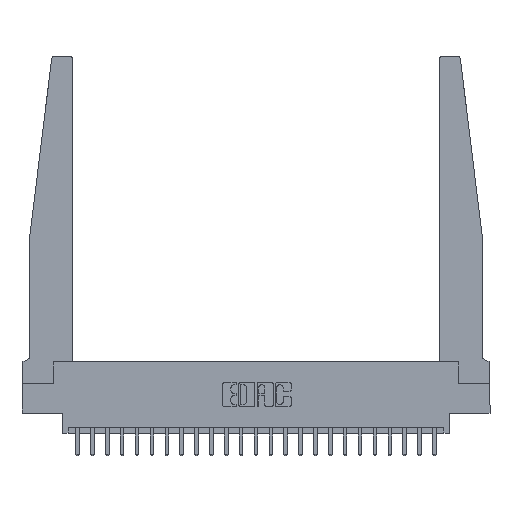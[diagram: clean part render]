
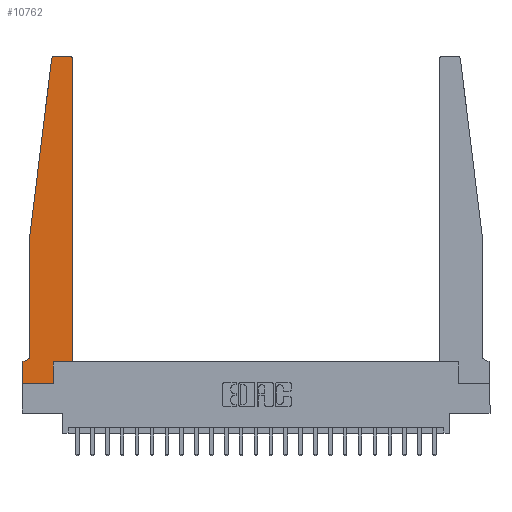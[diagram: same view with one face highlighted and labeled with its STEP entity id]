
A CAD part, top view. The second image highlights one B-rep face of the part: STEP entity #10762.
In plain terms, the highlighted planar face has unit normal (0, 0, 1).
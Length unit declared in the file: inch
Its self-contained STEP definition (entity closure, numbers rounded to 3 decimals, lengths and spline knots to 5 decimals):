
#52 = ORIENTED_EDGE ( 'NONE', *, *, #7697, .T. ) ;
#404 = VERTEX_POINT ( 'NONE', #5228 ) ;
#492 = DIRECTION ( 'NONE',  ( -1., 0., 0. ) ) ;
#785 = EDGE_CURVE ( 'NONE', #6590, #404, #9229, .T. ) ;
#790 = CARTESIAN_POINT ( 'NONE',  ( 0.27653, 2.72, 0.37 ) ) ;
#875 = DIRECTION ( 'NONE',  ( -1., 0., 0. ) ) ;
#1053 = ORIENTED_EDGE ( 'NONE', *, *, #13124, .T. ) ;
#1323 = CARTESIAN_POINT ( 'NONE',  ( 0.2605, 0.18, 0.37 ) ) ;
#1506 = EDGE_CURVE ( 'NONE', #6497, #6624, #21736, .T. ) ;
#1981 = EDGE_CURVE ( 'NONE', #22321, #6590, #11608, .T. ) ;
#2846 = VECTOR ( 'NONE', #22500, 39.37008 ) ;
#3876 = CARTESIAN_POINT ( 'NONE',  ( 0.065, 1.25, 0.37 ) ) ;
#3978 = DIRECTION ( 'NONE',  ( -0.122, -0.992, 0. ) ) ;
#4243 = DIRECTION ( 'NONE',  ( 0., 0., -1. ) ) ;
#4729 = VERTEX_POINT ( 'NONE', #22920 ) ;
#4982 = DIRECTION ( 'NONE',  ( 0., 1., 0. ) ) ;
#5107 = EDGE_CURVE ( 'NONE', #15972, #22340, #10068, .T. ) ;
#5228 = CARTESIAN_POINT ( 'NONE',  ( 0.2605, 0., 0.37 ) ) ;
#5229 = VERTEX_POINT ( 'NONE', #21304 ) ;
#5359 = CARTESIAN_POINT ( 'NONE',  ( 0.2605, 0.18, 0.37 ) ) ;
#5868 = DIRECTION ( 'NONE',  ( 1., 0., 0. ) ) ;
#6032 = CARTESIAN_POINT ( 'NONE',  ( 0., 0., 0.37 ) ) ;
#6497 = VERTEX_POINT ( 'NONE', #12666 ) ;
#6590 = VERTEX_POINT ( 'NONE', #6032 ) ;
#6624 = VERTEX_POINT ( 'NONE', #19377 ) ;
#7226 = LINE ( 'NONE', #16670, #18366 ) ;
#7313 = EDGE_CURVE ( 'NONE', #21713, #9137, #7226, .T. ) ;
#7348 = DIRECTION ( 'NONE',  ( 0., -1., 0. ) ) ;
#7560 = ORIENTED_EDGE ( 'NONE', *, *, #7895, .T. ) ;
#7697 = EDGE_CURVE ( 'NONE', #404, #15269, #14913, .T. ) ;
#7895 = EDGE_CURVE ( 'NONE', #9137, #5229, #15266, .T. ) ;
#7996 = VECTOR ( 'NONE', #875, 39.37008 ) ;
#8212 = DIRECTION ( 'NONE',  ( 1., 0., 0. ) ) ;
#8266 = CARTESIAN_POINT ( 'NONE',  ( 0., 0., 0.37 ) ) ;
#8541 = CARTESIAN_POINT ( 'NONE',  ( 0.425, 0.18, 0.37 ) ) ;
#9137 = VERTEX_POINT ( 'NONE', #14918 ) ;
#9217 = AXIS2_PLACEMENT_3D ( 'NONE', #16805, #16904, #5868 ) ;
#9229 = LINE ( 'NONE', #23742, #14195 ) ;
#9313 = CARTESIAN_POINT ( 'NONE',  ( 0.27653, 2.75, 0.37 ) ) ;
#9621 = EDGE_LOOP ( 'NONE', ( #19978, #1053, #13194, #17058, #7560, #19953, #19101, #12248, #52, #18582, #15963, #14691 ) ) ;
#9635 = AXIS2_PLACEMENT_3D ( 'NONE', #790, #21167, #8212 ) ;
#9703 = CARTESIAN_POINT ( 'NONE',  ( 0.395, 2.75, 0.37 ) ) ;
#9917 = VECTOR ( 'NONE', #19066, 39.37008 ) ;
#10040 = CARTESIAN_POINT ( 'NONE',  ( 0.065, 0.1875, 0.37 ) ) ;
#10068 = LINE ( 'NONE', #23107, #13025 ) ;
#10114 = AXIS2_PLACEMENT_3D ( 'NONE', #13441, #22808, #11702 ) ;
#10145 = LINE ( 'NONE', #10040, #7996 ) ;
#10274 = VECTOR ( 'NONE', #4982, 39.37008 ) ;
#10762 = ADVANCED_FACE ( 'NONE', ( #15517 ), #20887, .T. ) ;
#11066 = EDGE_CURVE ( 'NONE', #4729, #21713, #14654, .T. ) ;
#11200 = CIRCLE ( 'NONE', #9635, 0.03 ) ;
#11608 = LINE ( 'NONE', #8266, #9917 ) ;
#11702 = DIRECTION ( 'NONE',  ( 1., 0., 0. ) ) ;
#12248 = ORIENTED_EDGE ( 'NONE', *, *, #785, .T. ) ;
#12510 = AXIS2_PLACEMENT_3D ( 'NONE', #21010, #4243, #492 ) ;
#12666 = CARTESIAN_POINT ( 'NONE',  ( 0.425, 0.18, 0.37 ) ) ;
#13025 = VECTOR ( 'NONE', #17291, 39.37008 ) ;
#13124 = EDGE_CURVE ( 'NONE', #22340, #4729, #11200, .T. ) ;
#13194 = ORIENTED_EDGE ( 'NONE', *, *, #11066, .T. ) ;
#13344 = LINE ( 'NONE', #13482, #2846 ) ;
#13441 = CARTESIAN_POINT ( 'NONE',  ( 0., 0.1875, 0.37 ) ) ;
#13482 = CARTESIAN_POINT ( 'NONE',  ( 0.425, 0.18, 0.37 ) ) ;
#14195 = VECTOR ( 'NONE', #16567, 39.37008 ) ;
#14654 = LINE ( 'NONE', #3876, #23633 ) ;
#14691 = ORIENTED_EDGE ( 'NONE', *, *, #21916, .T. ) ;
#14913 = LINE ( 'NONE', #5359, #16823 ) ;
#14918 = CARTESIAN_POINT ( 'NONE',  ( 0.065, 0.2375, 0.37 ) ) ;
#15084 = EDGE_CURVE ( 'NONE', #15269, #6497, #13344, .T. ) ;
#15266 = CIRCLE ( 'NONE', #12510, 0.05 ) ;
#15269 = VERTEX_POINT ( 'NONE', #1323 ) ;
#15517 = FACE_OUTER_BOUND ( 'NONE', #9621, .T. ) ;
#15963 = ORIENTED_EDGE ( 'NONE', *, *, #1506, .T. ) ;
#15972 = VERTEX_POINT ( 'NONE', #9703 ) ;
#16567 = DIRECTION ( 'NONE',  ( 1., 0., 0. ) ) ;
#16670 = CARTESIAN_POINT ( 'NONE',  ( 0.065, 1.25, 0.37 ) ) ;
#16805 = CARTESIAN_POINT ( 'NONE',  ( 0.395, 2.72, 0.37 ) ) ;
#16823 = VECTOR ( 'NONE', #18579, 39.37008 ) ;
#16904 = DIRECTION ( 'NONE',  ( 0., 0., 1. ) ) ;
#17058 = ORIENTED_EDGE ( 'NONE', *, *, #7313, .T. ) ;
#17291 = DIRECTION ( 'NONE',  ( -1., 0., 0. ) ) ;
#18366 = VECTOR ( 'NONE', #7348, 39.37008 ) ;
#18579 = DIRECTION ( 'NONE',  ( 0., 1., 0. ) ) ;
#18582 = ORIENTED_EDGE ( 'NONE', *, *, #15084, .T. ) ;
#19066 = DIRECTION ( 'NONE',  ( 0., -1., 0. ) ) ;
#19101 = ORIENTED_EDGE ( 'NONE', *, *, #1981, .T. ) ;
#19377 = CARTESIAN_POINT ( 'NONE',  ( 0.425, 2.72, 0.37 ) ) ;
#19953 = ORIENTED_EDGE ( 'NONE', *, *, #20743, .T. ) ;
#19978 = ORIENTED_EDGE ( 'NONE', *, *, #5107, .T. ) ;
#20743 = EDGE_CURVE ( 'NONE', #5229, #22321, #10145, .T. ) ;
#20887 = PLANE ( 'NONE',  #10114 ) ;
#21010 = CARTESIAN_POINT ( 'NONE',  ( 0.015, 0.2375, 0.37 ) ) ;
#21167 = DIRECTION ( 'NONE',  ( 0., 0., 1. ) ) ;
#21304 = CARTESIAN_POINT ( 'NONE',  ( 0.015, 0.1875, 0.37 ) ) ;
#21713 = VERTEX_POINT ( 'NONE', #23968 ) ;
#21736 = LINE ( 'NONE', #8541, #10274 ) ;
#21916 = EDGE_CURVE ( 'NONE', #6624, #15972, #22098, .T. ) ;
#22098 = CIRCLE ( 'NONE', #9217, 0.03 ) ;
#22321 = VERTEX_POINT ( 'NONE', #22700 ) ;
#22340 = VERTEX_POINT ( 'NONE', #9313 ) ;
#22500 = DIRECTION ( 'NONE',  ( 1., 0., 0. ) ) ;
#22700 = CARTESIAN_POINT ( 'NONE',  ( 0., 0.1875, 0.37 ) ) ;
#22808 = DIRECTION ( 'NONE',  ( 0., 0., 1. ) ) ;
#22920 = CARTESIAN_POINT ( 'NONE',  ( 0.24675, 2.72367, 0.37 ) ) ;
#23107 = CARTESIAN_POINT ( 'NONE',  ( 0.25, 2.75, 0.37 ) ) ;
#23633 = VECTOR ( 'NONE', #3978, 39.37008 ) ;
#23742 = CARTESIAN_POINT ( 'NONE',  ( 0., 0., 0.37 ) ) ;
#23968 = CARTESIAN_POINT ( 'NONE',  ( 0.065, 1.25, 0.37 ) ) ;
